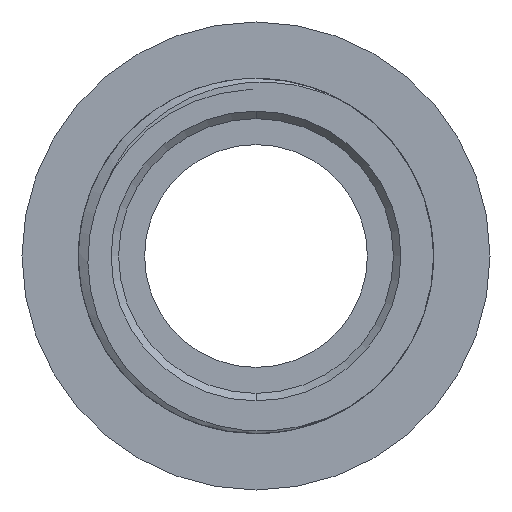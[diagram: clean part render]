
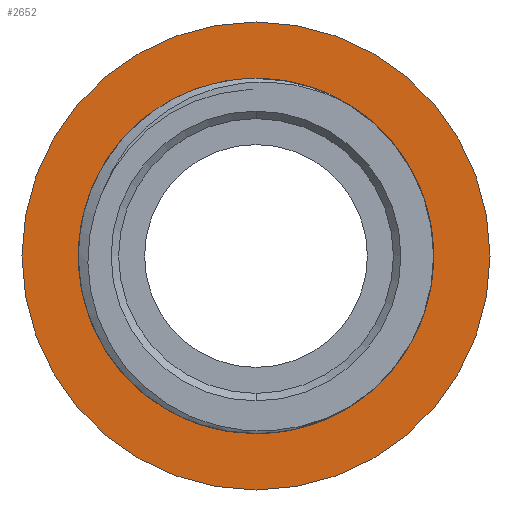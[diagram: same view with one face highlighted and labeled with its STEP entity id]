
A CAD part, front view. The second image highlights one B-rep face of the part: STEP entity #2652.
In plain terms, the highlighted planar face has unit normal (0, -1, 0).
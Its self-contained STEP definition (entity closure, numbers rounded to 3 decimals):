
#40 = EDGE_CURVE ( 'NONE', #904, #2445, #5194, .T. ) ;
#60 = CARTESIAN_POINT ( 'NONE',  ( 0., -5.5, 0. ) ) ;
#100 = PLANE ( 'NONE',  #2344 ) ;
#171 = AXIS2_PLACEMENT_3D ( 'NONE', #60, #2892, #486 ) ;
#268 = CIRCLE ( 'NONE', #171, 31.5 ) ;
#437 = FACE_OUTER_BOUND ( 'NONE', #5015, .T. ) ;
#463 = CARTESIAN_POINT ( 'NONE',  ( 0., -5.5, 0. ) ) ;
#486 = DIRECTION ( 'NONE',  ( 0., 0., -1. ) ) ;
#518 = DIRECTION ( 'NONE',  ( 0., -1., 0. ) ) ;
#865 = DIRECTION ( 'NONE',  ( 0., 0., -1. ) ) ;
#904 = VERTEX_POINT ( 'NONE', #4519 ) ;
#947 = CARTESIAN_POINT ( 'NONE',  ( 0., -5.5, 0. ) ) ;
#1255 = FACE_BOUND ( 'NONE', #3293, .T. ) ;
#1278 = CARTESIAN_POINT ( 'NONE',  ( 0., -5.5, 0. ) ) ;
#1348 = DIRECTION ( 'NONE',  ( 0., 0., -1. ) ) ;
#1679 = DIRECTION ( 'NONE',  ( 0., 0., -1. ) ) ;
#1772 = ORIENTED_EDGE ( 'NONE', *, *, #5154, .T. ) ;
#2044 = AXIS2_PLACEMENT_3D ( 'NONE', #947, #3771, #1348 ) ;
#2140 = AXIS2_PLACEMENT_3D ( 'NONE', #1278, #4114, #1679 ) ;
#2344 = AXIS2_PLACEMENT_3D ( 'NONE', #2927, #518, #3340 ) ;
#2445 = VERTEX_POINT ( 'NONE', #4661 ) ;
#2652 = ADVANCED_FACE ( 'NONE', ( #437, #1255 ), #100, .T. ) ;
#2868 = CIRCLE ( 'NONE', #2044, 23.925 ) ;
#2892 = DIRECTION ( 'NONE',  ( 0., -1., 0. ) ) ;
#2927 = CARTESIAN_POINT ( 'NONE',  ( 0., -5.5, 0. ) ) ;
#3201 = EDGE_CURVE ( 'NONE', #3750, #5021, #5092, .T. ) ;
#3254 = ORIENTED_EDGE ( 'NONE', *, *, #3201, .T. ) ;
#3281 = DIRECTION ( 'NONE',  ( 0., -1., 0. ) ) ;
#3293 = EDGE_LOOP ( 'NONE', ( #4443, #3296 ) ) ;
#3296 = ORIENTED_EDGE ( 'NONE', *, *, #40, .F. ) ;
#3340 = DIRECTION ( 'NONE',  ( 0., 0., -1. ) ) ;
#3692 = EDGE_CURVE ( 'NONE', #2445, #904, #2868, .T. ) ;
#3750 = VERTEX_POINT ( 'NONE', #4993 ) ;
#3771 = DIRECTION ( 'NONE',  ( 0., -1., 0. ) ) ;
#4114 = DIRECTION ( 'NONE',  ( 0., -1., 0. ) ) ;
#4232 = AXIS2_PLACEMENT_3D ( 'NONE', #463, #3281, #865 ) ;
#4443 = ORIENTED_EDGE ( 'NONE', *, *, #3692, .F. ) ;
#4450 = CARTESIAN_POINT ( 'NONE',  ( 0., -5.5, 31.5 ) ) ;
#4519 = CARTESIAN_POINT ( 'NONE',  ( 0., -5.5, -23.925 ) ) ;
#4661 = CARTESIAN_POINT ( 'NONE',  ( 0., -5.5, 23.925 ) ) ;
#4993 = CARTESIAN_POINT ( 'NONE',  ( 0., -5.5, -31.5 ) ) ;
#5015 = EDGE_LOOP ( 'NONE', ( #1772, #3254 ) ) ;
#5021 = VERTEX_POINT ( 'NONE', #4450 ) ;
#5092 = CIRCLE ( 'NONE', #2140, 31.5 ) ;
#5154 = EDGE_CURVE ( 'NONE', #5021, #3750, #268, .T. ) ;
#5194 = CIRCLE ( 'NONE', #4232, 23.925 ) ;
